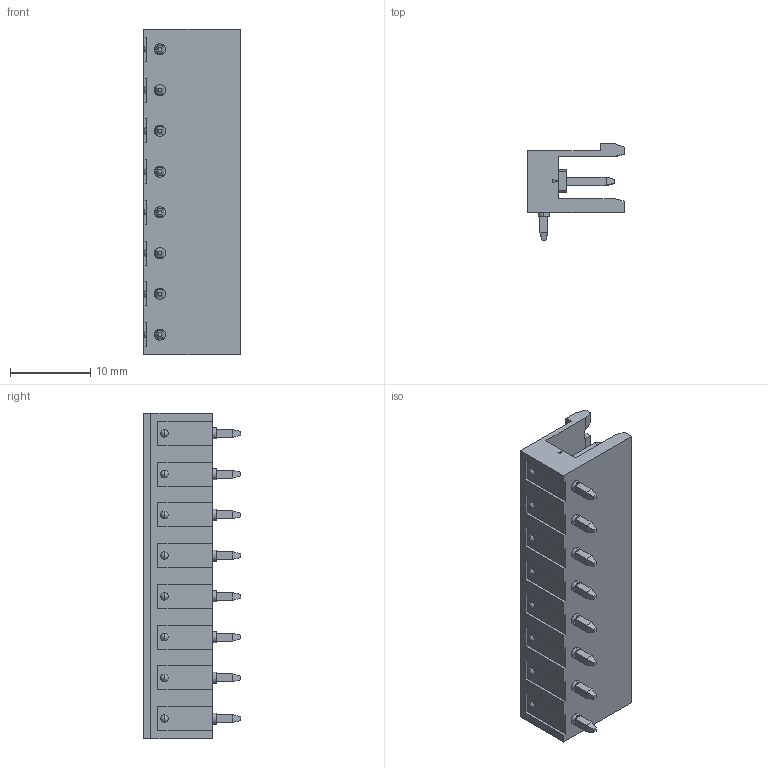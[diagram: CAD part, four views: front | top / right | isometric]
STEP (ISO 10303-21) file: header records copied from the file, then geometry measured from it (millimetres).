
FILE_DESCRIPTION (( 'STEP AP214' ), '1' );
FILE_NAME ('User Library-MSTB 2,5-8-G-5,08 1759075.STEP', '2017-04-23T08:23:16', ( 'Windows User' ), ( '' ), 'SwSTEP 2.0', 'SolidWorks 2017', '' );
FILE_SCHEMA (( 'AUTOMOTIVE_DESIGN' ));
Length unit declared in the file: millimetre
Products named in the file (2): User Library-MSTB 2,5-8-G-5,08 1759075_mstb_2.5-8-g-5.08; User Library-MSTB 2,5-8-G-5,08 1759075
Assembly tree (1 placements, depth 2):
  User Library-MSTB 2,5-8-G-5,08 1759075
    User Library-MSTB 2,5-8-G-5,08 1759075_mstb_2.5-8-g-5.08
Bounding box: 12 x 12.1 x 40.64 mm (x, y, z)
Volume: 1956.5 mm3; surface area: 2817 mm2
Topology: 1 solids, 1 shells, 450 faces, 1071 edges, 658 vertices
Faces by surface type: plane 365, cylinder 61, bspline 16, cone 8
Entity records: 17813 total; most frequent: CARTESIAN_POINT 2455, ORIENTED_EDGE 2110, DIRECTION 2109, EDGE_CURVE 1055, LINE 845, VECTOR 845, VERTEX_POINT 658, AXIS2_PLACEMENT_3D 632
